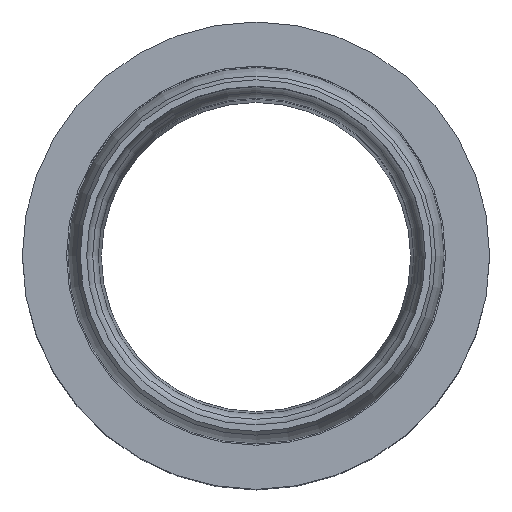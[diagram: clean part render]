
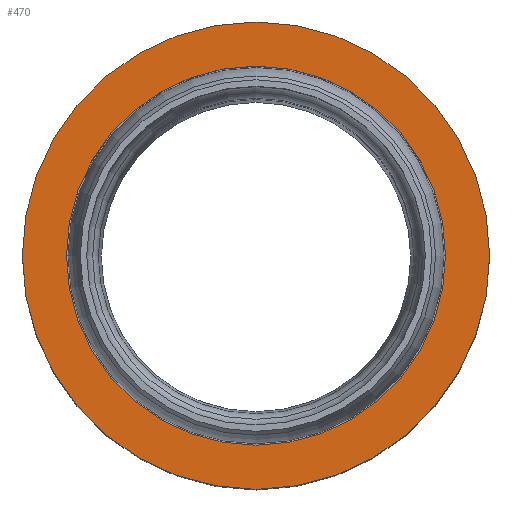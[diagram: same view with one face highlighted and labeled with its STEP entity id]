
A CAD part, top view. The second image highlights one B-rep face of the part: STEP entity #470.
In plain terms, the highlighted planar face has unit normal (0, 0, 1).
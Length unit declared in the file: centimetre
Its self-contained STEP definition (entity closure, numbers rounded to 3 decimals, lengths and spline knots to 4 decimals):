
#35=FACE_BOUND('',#131,.T.);
#40=PLANE('',#555);
#98=FACE_OUTER_BOUND('',#130,.T.);
#130=EDGE_LOOP('',(#425));
#131=EDGE_LOOP('',(#426));
#185=CIRCLE('',#552,51.5);
#187=CIRCLE('',#556,63.5);
#228=VERTEX_POINT('',#872);
#230=VERTEX_POINT('',#880);
#293=EDGE_CURVE('',#228,#228,#185,.T.);
#296=EDGE_CURVE('',#230,#230,#187,.T.);
#425=ORIENTED_EDGE('',*,*,#296,.F.);
#426=ORIENTED_EDGE('',*,*,#293,.T.);
#470=ADVANCED_FACE('',(#98,#35),#40,.T.);
#552=AXIS2_PLACEMENT_3D('',#874,#726,#727);
#555=AXIS2_PLACEMENT_3D('',#879,#733,#734);
#556=AXIS2_PLACEMENT_3D('',#881,#735,#736);
#726=DIRECTION('center_axis',(0.,0.,-1.));
#727=DIRECTION('ref_axis',(-1.,0.,0.));
#733=DIRECTION('center_axis',(0.,0.,1.));
#734=DIRECTION('ref_axis',(0.,-1.,0.));
#735=DIRECTION('center_axis',(0.,0.,-1.));
#736=DIRECTION('ref_axis',(1.,0.,0.));
#872=CARTESIAN_POINT('',(51.5,0.,215.));
#874=CARTESIAN_POINT('Origin',(0.,0.,215.));
#879=CARTESIAN_POINT('Origin',(63.5,0.,215.));
#880=CARTESIAN_POINT('',(-63.5,0.,215.));
#881=CARTESIAN_POINT('Origin',(0.,0.,215.));
